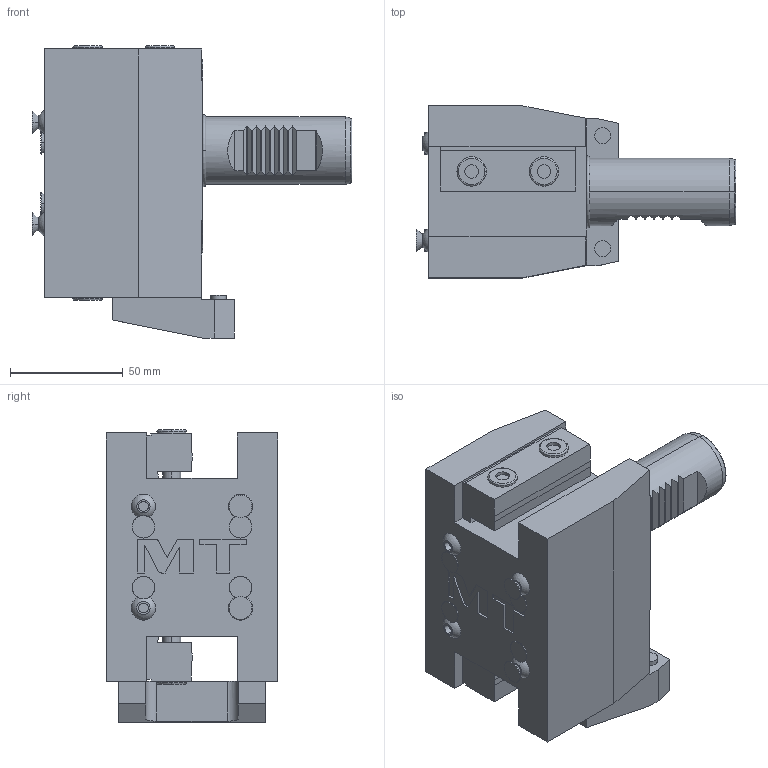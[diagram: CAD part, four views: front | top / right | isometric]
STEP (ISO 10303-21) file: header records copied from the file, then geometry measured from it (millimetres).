
FILE_DESCRIPTION((''),'2;1');
FILE_NAME('M0172000_CONF','2023-03-02T10:58:16',('sterribile'),('M.T. srl'),'CREO PARAMETRIC BY PTC INC, 2021072','CREO PARAMETRIC BY PTC INC, 2021072','');
FILE_SCHEMA(('CONFIG_CONTROL_DESIGN'));
Length unit declared in the file: millimetre
Products named in the file (1): M0172000_CONF
Bounding box: 141.6 x 76 x 129.35 mm (x, y, z)
Volume: 573381.8 mm3; surface area: 63529.4 mm2
Topology: 1 solids, 1 shells, 212 faces, 547 edges, 360 vertices
Faces by surface type: plane 120, cylinder 56, cone 18, torus 12, sphere 4, extrusion 2
Entity records: 6766 total; most frequent: CARTESIAN_POINT 1455, ORIENTED_EDGE 1090, DIRECTION 1086, EDGE_CURVE 545, AXIS2_PLACEMENT_3D 383, VERTEX_POINT 360, VECTOR 320, LINE 318
